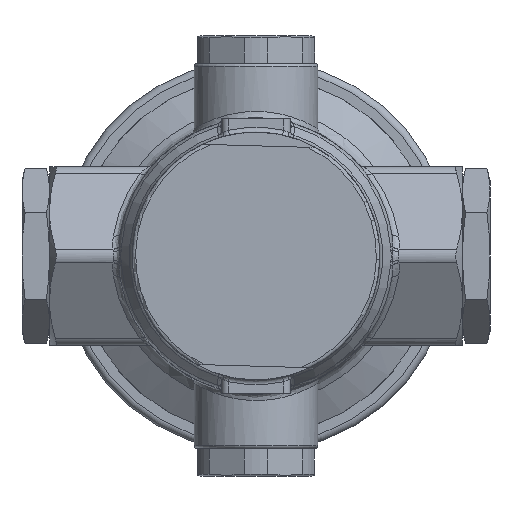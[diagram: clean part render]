
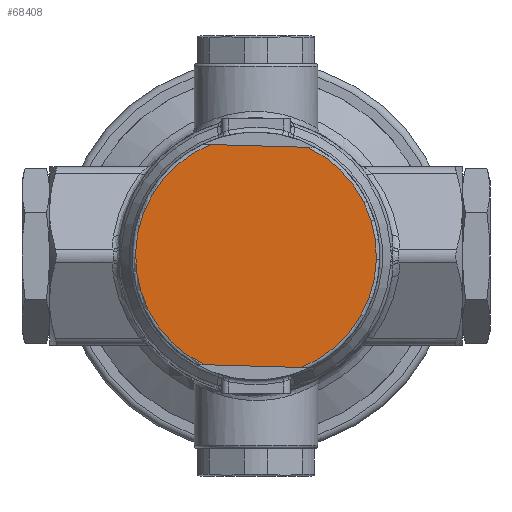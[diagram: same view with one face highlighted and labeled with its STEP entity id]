
A CAD part, front view. The second image highlights one B-rep face of the part: STEP entity #68408.
In plain terms, the highlighted planar face has unit normal (0, -1, 0).
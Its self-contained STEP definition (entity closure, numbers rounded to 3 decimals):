
#1093 = AXIS2_PLACEMENT_3D ( 'NONE', #80313, #26281, #89408 ) ;
#1551 = CARTESIAN_POINT ( 'NONE',  ( 0., -6., 0. ) ) ;
#1991 = AXIS2_PLACEMENT_3D ( 'NONE', #1551, #64701, #10682 ) ;
#2208 = CIRCLE ( 'NONE', #57182, 17.5 ) ;
#8866 = DIRECTION ( 'NONE',  ( -1., 0., 0.028 ) ) ;
#9026 = DIRECTION ( 'NONE',  ( 1., 0., -0.028 ) ) ;
#10682 = DIRECTION ( 'NONE',  ( 1., 0., -0.028 ) ) ;
#14963 = FACE_OUTER_BOUND ( 'NONE', #32057, .T. ) ;
#26281 = DIRECTION ( 'NONE',  ( 0., 1., 0. ) ) ;
#32057 = EDGE_LOOP ( 'NONE', ( #111279, #57779, #54371, #107997, #84869 ) ) ;
#41093 = CARTESIAN_POINT ( 'NONE',  ( 6.631, -6., -16.195 ) ) ;
#43843 = CARTESIAN_POINT ( 'NONE',  ( 0., -6., 0. ) ) ;
#48721 = CARTESIAN_POINT ( 'NONE',  ( -6.631, -6., 16.195 ) ) ;
#52142 = CIRCLE ( 'NONE', #1991, 17.5 ) ;
#52852 = VERTEX_POINT ( 'NONE', #48721 ) ;
#52932 = DIRECTION ( 'NONE',  ( 1., 0., -0.028 ) ) ;
#54371 = ORIENTED_EDGE ( 'NONE', *, *, #78709, .T. ) ;
#54666 = CARTESIAN_POINT ( 'NONE',  ( -15.449, -6., -15.567 ) ) ;
#55294 = EDGE_CURVE ( 'NONE', #114097, #88441, #52142, .T. ) ;
#56608 = EDGE_CURVE ( 'NONE', #52852, #57219, #71549, .T. ) ;
#57182 = AXIS2_PLACEMENT_3D ( 'NONE', #117041, #63042, #9026 ) ;
#57219 = VERTEX_POINT ( 'NONE', #114226 ) ;
#57779 = ORIENTED_EDGE ( 'NONE', *, *, #55294, .T. ) ;
#62885 = CARTESIAN_POINT ( 'NONE',  ( -14.539, -6., 16.42 ) ) ;
#63042 = DIRECTION ( 'NONE',  ( 0., -1., 0. ) ) ;
#64271 = CARTESIAN_POINT ( 'NONE',  ( 7.541, -6., 15.792 ) ) ;
#64701 = DIRECTION ( 'NONE',  ( 0., -1., 0. ) ) ;
#68408 = ADVANCED_FACE ( 'NONE', ( #14963 ), #97649, .F. ) ;
#71549 = CIRCLE ( 'NONE', #101885, 17.5 ) ;
#78709 = EDGE_CURVE ( 'NONE', #88441, #99457, #2208, .T. ) ;
#80313 = CARTESIAN_POINT ( 'NONE',  ( 0., -6., 0. ) ) ;
#84869 = ORIENTED_EDGE ( 'NONE', *, *, #56608, .T. ) ;
#85633 = VECTOR ( 'NONE', #91762, 1000. ) ;
#85661 = EDGE_CURVE ( 'NONE', #99457, #52852, #95172, .T. ) ;
#88441 = VERTEX_POINT ( 'NONE', #104859 ) ;
#89408 = DIRECTION ( 'NONE',  ( 1., 0., -0.028 ) ) ;
#91762 = DIRECTION ( 'NONE',  ( 1., 0., -0.028 ) ) ;
#92344 = VECTOR ( 'NONE', #8866, 1000. ) ;
#95172 = LINE ( 'NONE', #62885, #92344 ) ;
#97649 = PLANE ( 'NONE',  #1093 ) ;
#99457 = VERTEX_POINT ( 'NONE', #64271 ) ;
#101885 = AXIS2_PLACEMENT_3D ( 'NONE', #43843, #106971, #52932 ) ;
#104859 = CARTESIAN_POINT ( 'NONE',  ( 17.493, -6., -0.497 ) ) ;
#106971 = DIRECTION ( 'NONE',  ( 0., -1., 0. ) ) ;
#107599 = EDGE_CURVE ( 'NONE', #57219, #114097, #109627, .T. ) ;
#107997 = ORIENTED_EDGE ( 'NONE', *, *, #85661, .T. ) ;
#109627 = LINE ( 'NONE', #54666, #85633 ) ;
#111279 = ORIENTED_EDGE ( 'NONE', *, *, #107599, .T. ) ;
#114097 = VERTEX_POINT ( 'NONE', #41093 ) ;
#114226 = CARTESIAN_POINT ( 'NONE',  ( -7.541, -6., -15.792 ) ) ;
#117041 = CARTESIAN_POINT ( 'NONE',  ( 0., -6., 0. ) ) ;
